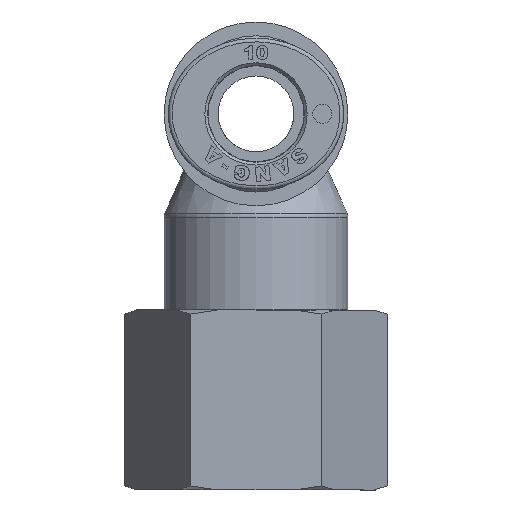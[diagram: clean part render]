
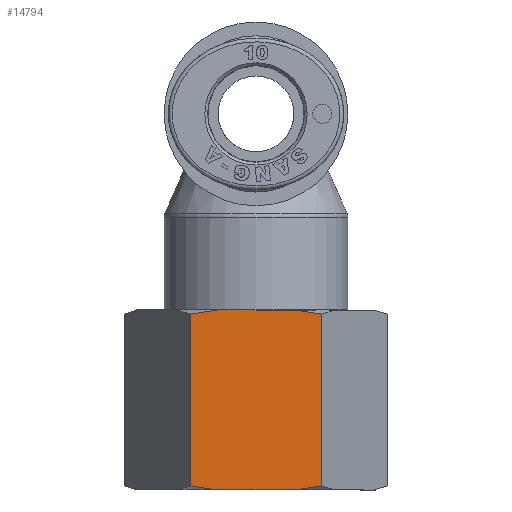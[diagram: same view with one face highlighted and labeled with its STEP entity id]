
A CAD part, left-side view. The second image highlights one B-rep face of the part: STEP entity #14794.
In plain terms, the highlighted face is planar.
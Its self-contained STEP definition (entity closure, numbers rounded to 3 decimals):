
#14042=CARTESIAN_POINT('',(-33.3,-4.023,12.));
#14043=VERTEX_POINT('',#14042);
#14051=CARTESIAN_POINT('',(-33.3,4.023,12.));
#14052=VERTEX_POINT('',#14051);
#14053=CARTESIAN_POINT('',(-33.3,4.023,12.));
#14054=DIRECTION('',(0.0,-1.0,0.0));
#14055=VECTOR('',#14054,8.046);
#14056=LINE('',#14053,#14055);
#14057=EDGE_CURVE('',#14052,#14043,#14056,.T.);
#14142=CARTESIAN_POINT('',(-32.863,-6.928,12.));
#14143=VERTEX_POINT('',#14142);
#14157=CARTESIAN_POINT('',(-33.3,-4.023,12.));
#14158=CARTESIAN_POINT('',(-33.14,-5.41,12.));
#14159=CARTESIAN_POINT('',(-32.863,-6.928,12.));
#14167=(BOUNDED_CURVE()B_SPLINE_CURVE(2,(#14157,#14158,#14159),.UNSPECIFIED.,.F.,.U.)B_SPLINE_CURVE_WITH_KNOTS((3,3),(0.0,0.308),.UNSPECIFIED.)CURVE()GEOMETRIC_REPRESENTATION_ITEM()RATIONAL_B_SPLINE_CURVE((1.0,1.011,1.01))REPRESENTATION_ITEM(''));
#14168=EDGE_CURVE('',#14043,#14143,#14167,.T.);
#14179=CARTESIAN_POINT('',(-32.863,6.928,12.));
#14180=VERTEX_POINT('',#14179);
#14181=CARTESIAN_POINT('',(-32.863,6.928,12.));
#14182=CARTESIAN_POINT('',(-33.14,5.41,12.));
#14183=CARTESIAN_POINT('',(-33.3,4.023,12.));
#14191=(BOUNDED_CURVE()B_SPLINE_CURVE(2,(#14181,#14182,#14183),.UNSPECIFIED.,.F.,.U.)B_SPLINE_CURVE_WITH_KNOTS((3,3),(0.244,0.553),.UNSPECIFIED.)CURVE()GEOMETRIC_REPRESENTATION_ITEM()RATIONAL_B_SPLINE_CURVE((1.01,1.011,1.0))REPRESENTATION_ITEM(''));
#14192=EDGE_CURVE('',#14180,#14052,#14191,.T.);
#14329=CARTESIAN_POINT('',(-14.737,-6.928,12.));
#14330=VERTEX_POINT('',#14329);
#14344=CARTESIAN_POINT('',(-14.3,-4.023,12.));
#14345=VERTEX_POINT('',#14344);
#14353=CARTESIAN_POINT('',(-14.737,-6.928,12.));
#14354=CARTESIAN_POINT('',(-14.46,-5.41,12.));
#14355=CARTESIAN_POINT('',(-14.3,-4.023,12.));
#14363=(BOUNDED_CURVE()B_SPLINE_CURVE(2,(#14353,#14354,#14355),.UNSPECIFIED.,.F.,.U.)B_SPLINE_CURVE_WITH_KNOTS((3,3),(0.244,0.553),.UNSPECIFIED.)CURVE()GEOMETRIC_REPRESENTATION_ITEM()RATIONAL_B_SPLINE_CURVE((1.01,1.011,1.0))REPRESENTATION_ITEM(''));
#14364=EDGE_CURVE('',#14330,#14345,#14363,.T.);
#14374=CARTESIAN_POINT('',(-14.3,4.023,12.));
#14375=VERTEX_POINT('',#14374);
#14376=CARTESIAN_POINT('',(-14.737,6.928,12.));
#14377=VERTEX_POINT('',#14376);
#14378=CARTESIAN_POINT('',(-14.3,4.023,12.));
#14379=CARTESIAN_POINT('',(-14.46,5.41,12.));
#14380=CARTESIAN_POINT('',(-14.737,6.928,12.));
#14388=(BOUNDED_CURVE()B_SPLINE_CURVE(2,(#14378,#14379,#14380),.UNSPECIFIED.,.F.,.U.)B_SPLINE_CURVE_WITH_KNOTS((3,3),(0.0,0.308),.UNSPECIFIED.)CURVE()GEOMETRIC_REPRESENTATION_ITEM()RATIONAL_B_SPLINE_CURVE((1.0,1.011,1.01))REPRESENTATION_ITEM(''));
#14389=EDGE_CURVE('',#14375,#14377,#14388,.T.);
#14624=CARTESIAN_POINT('',(-14.3,-4.023,12.));
#14625=DIRECTION('',(0.0,1.0,0.0));
#14626=VECTOR('',#14625,8.046);
#14627=LINE('',#14624,#14626);
#14628=EDGE_CURVE('',#14345,#14375,#14627,.T.);
#14761=CARTESIAN_POINT('',(-14.737,6.928,12.));
#14762=DIRECTION('',(-1.0,0.0,0.0));
#14763=VECTOR('',#14762,18.126);
#14764=LINE('',#14761,#14763);
#14765=EDGE_CURVE('',#14377,#14180,#14764,.T.);
#14774=CARTESIAN_POINT('',(-14.3,-6.928,12.));
#14775=DIRECTION('',(0.0,0.0,1.0));
#14776=DIRECTION('',(0.0,1.0,0.0));
#14777=AXIS2_PLACEMENT_3D('',#14774,#14775,#14776);
#14778=PLANE('',#14777);
#14779=ORIENTED_EDGE('',*,*,#14192,.T.);
#14780=ORIENTED_EDGE('',*,*,#14057,.T.);
#14781=ORIENTED_EDGE('',*,*,#14168,.T.);
#14782=CARTESIAN_POINT('',(-14.737,-6.928,12.));
#14783=DIRECTION('',(-1.0,0.0,0.0));
#14784=VECTOR('',#14783,18.126);
#14785=LINE('',#14782,#14784);
#14786=EDGE_CURVE('',#14330,#14143,#14785,.T.);
#14787=ORIENTED_EDGE('',*,*,#14786,.F.);
#14788=ORIENTED_EDGE('',*,*,#14364,.T.);
#14789=ORIENTED_EDGE('',*,*,#14628,.T.);
#14790=ORIENTED_EDGE('',*,*,#14389,.T.);
#14791=ORIENTED_EDGE('',*,*,#14765,.T.);
#14792=EDGE_LOOP('',(#14779,#14780,#14781,#14787,#14788,#14789,#14790,#14791));
#14793=FACE_OUTER_BOUND('',#14792,.T.);
#14794=ADVANCED_FACE('',(#14793),#14778,.T.);
